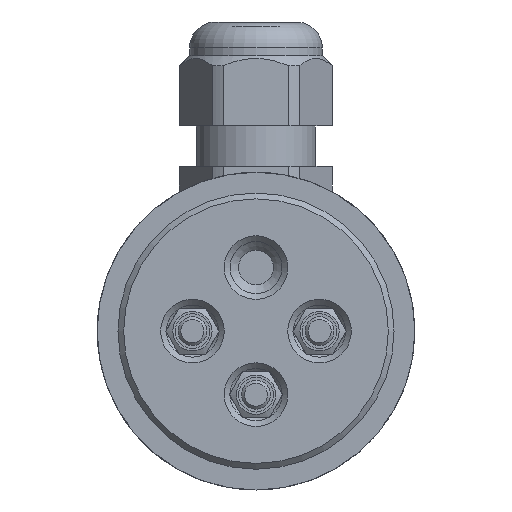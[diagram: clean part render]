
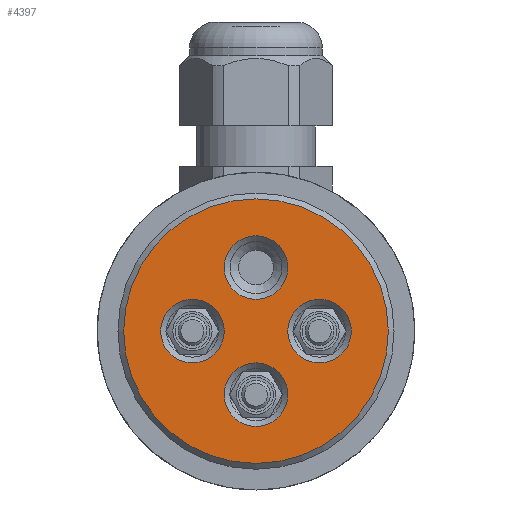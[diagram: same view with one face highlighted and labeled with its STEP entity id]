
A CAD part, left-side view. The second image highlights one B-rep face of the part: STEP entity #4397.
In plain terms, the highlighted planar face has unit normal (-1, 0, 0).
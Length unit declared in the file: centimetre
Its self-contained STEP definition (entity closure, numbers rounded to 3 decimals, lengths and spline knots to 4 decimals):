
#269=FACE_BOUND('',#722,.T.);
#270=FACE_BOUND('',#723,.T.);
#271=FACE_BOUND('',#724,.T.);
#272=FACE_BOUND('',#725,.T.);
#448=FACE_OUTER_BOUND('',#721,.T.);
#721=EDGE_LOOP('',(#3294));
#722=EDGE_LOOP('',(#3295,#3296));
#723=EDGE_LOOP('',(#3297,#3298));
#724=EDGE_LOOP('',(#3299,#3300));
#725=EDGE_LOOP('',(#3301,#3302));
#962=CIRCLE('',#4697,0.55);
#963=CIRCLE('',#4698,0.55);
#1010=CIRCLE('',#4780,2.29);
#1011=CIRCLE('',#4781,0.55);
#1012=CIRCLE('',#4782,0.55);
#1013=CIRCLE('',#4783,0.55);
#1014=CIRCLE('',#4784,0.55);
#1015=CIRCLE('',#4785,0.55);
#1016=CIRCLE('',#4786,0.55);
#1857=VERTEX_POINT('',#6945);
#1858=VERTEX_POINT('',#6947);
#1907=VERTEX_POINT('',#7176);
#1908=VERTEX_POINT('',#7178);
#1909=VERTEX_POINT('',#7179);
#1910=VERTEX_POINT('',#7182);
#1911=VERTEX_POINT('',#7183);
#1912=VERTEX_POINT('',#7186);
#1913=VERTEX_POINT('',#7187);
#2329=EDGE_CURVE('',#1858,#1857,#962,.T.);
#2330=EDGE_CURVE('',#1857,#1858,#963,.T.);
#2410=EDGE_CURVE('',#1907,#1907,#1010,.T.);
#2411=EDGE_CURVE('',#1908,#1909,#1011,.T.);
#2412=EDGE_CURVE('',#1909,#1908,#1012,.T.);
#2413=EDGE_CURVE('',#1910,#1911,#1013,.T.);
#2414=EDGE_CURVE('',#1911,#1910,#1014,.T.);
#2415=EDGE_CURVE('',#1912,#1913,#1015,.T.);
#2416=EDGE_CURVE('',#1913,#1912,#1016,.T.);
#3294=ORIENTED_EDGE('',*,*,#2410,.F.);
#3295=ORIENTED_EDGE('',*,*,#2329,.T.);
#3296=ORIENTED_EDGE('',*,*,#2330,.T.);
#3297=ORIENTED_EDGE('',*,*,#2411,.T.);
#3298=ORIENTED_EDGE('',*,*,#2412,.T.);
#3299=ORIENTED_EDGE('',*,*,#2413,.T.);
#3300=ORIENTED_EDGE('',*,*,#2414,.T.);
#3301=ORIENTED_EDGE('',*,*,#2415,.T.);
#3302=ORIENTED_EDGE('',*,*,#2416,.T.);
#4248=PLANE('',#4779);
#4397=ADVANCED_FACE('',(#448,#269,#270,#271,#272),#4248,.T.);
#4697=AXIS2_PLACEMENT_3D('',#6948,#5441,#5442);
#4698=AXIS2_PLACEMENT_3D('',#6949,#5443,#5444);
#4779=AXIS2_PLACEMENT_3D('',#7175,#5622,#5623);
#4780=AXIS2_PLACEMENT_3D('',#7177,#5624,#5625);
#4781=AXIS2_PLACEMENT_3D('',#7180,#5626,#5627);
#4782=AXIS2_PLACEMENT_3D('',#7181,#5628,#5629);
#4783=AXIS2_PLACEMENT_3D('',#7184,#5630,#5631);
#4784=AXIS2_PLACEMENT_3D('',#7185,#5632,#5633);
#4785=AXIS2_PLACEMENT_3D('',#7188,#5634,#5635);
#4786=AXIS2_PLACEMENT_3D('',#7189,#5636,#5637);
#5441=DIRECTION('center_axis',(1.,0.,0.));
#5442=DIRECTION('ref_axis',(0.,-1.,0.));
#5443=DIRECTION('center_axis',(1.,0.,0.));
#5444=DIRECTION('ref_axis',(0.,-1.,0.));
#5622=DIRECTION('center_axis',(-1.,0.,0.));
#5623=DIRECTION('ref_axis',(0.,0.,1.));
#5624=DIRECTION('center_axis',(1.,0.,0.));
#5625=DIRECTION('ref_axis',(0.,-1.,0.));
#5626=DIRECTION('center_axis',(1.,0.,0.));
#5627=DIRECTION('ref_axis',(0.,0.,1.));
#5628=DIRECTION('center_axis',(1.,0.,0.));
#5629=DIRECTION('ref_axis',(0.,0.,1.));
#5630=DIRECTION('center_axis',(1.,0.,0.));
#5631=DIRECTION('ref_axis',(0.,1.,0.));
#5632=DIRECTION('center_axis',(1.,0.,0.));
#5633=DIRECTION('ref_axis',(0.,1.,0.));
#5634=DIRECTION('center_axis',(1.,0.,0.));
#5635=DIRECTION('ref_axis',(0.,0.,-1.));
#5636=DIRECTION('center_axis',(1.,0.,0.));
#5637=DIRECTION('ref_axis',(0.,0.,-1.));
#6945=CARTESIAN_POINT('',(-2.7417,-0.5277,0.));
#6947=CARTESIAN_POINT('',(-2.7417,-1.6277,0.));
#6948=CARTESIAN_POINT('Origin',(-2.7417,-1.0777,0.));
#6949=CARTESIAN_POINT('Origin',(-2.7417,-1.0777,0.));
#7175=CARTESIAN_POINT('Origin',(-2.7417,2.4123,0.));
#7176=CARTESIAN_POINT('',(-2.7417,2.3123,0.));
#7177=CARTESIAN_POINT('Origin',(-2.7417,0.0223,0.));
#7178=CARTESIAN_POINT('',(-2.7417,0.0223,1.65));
#7179=CARTESIAN_POINT('',(-2.7417,0.0223,0.55));
#7180=CARTESIAN_POINT('Origin',(-2.7417,0.0223,1.1));
#7181=CARTESIAN_POINT('Origin',(-2.7417,0.0223,1.1));
#7182=CARTESIAN_POINT('',(-2.7417,1.6723,0.));
#7183=CARTESIAN_POINT('',(-2.7417,0.5723,0.));
#7184=CARTESIAN_POINT('Origin',(-2.7417,1.1223,0.));
#7185=CARTESIAN_POINT('Origin',(-2.7417,1.1223,0.));
#7186=CARTESIAN_POINT('',(-2.7417,0.0223,-1.65));
#7187=CARTESIAN_POINT('',(-2.7417,0.0223,-0.55));
#7188=CARTESIAN_POINT('Origin',(-2.7417,0.0223,-1.1));
#7189=CARTESIAN_POINT('Origin',(-2.7417,0.0223,-1.1));
